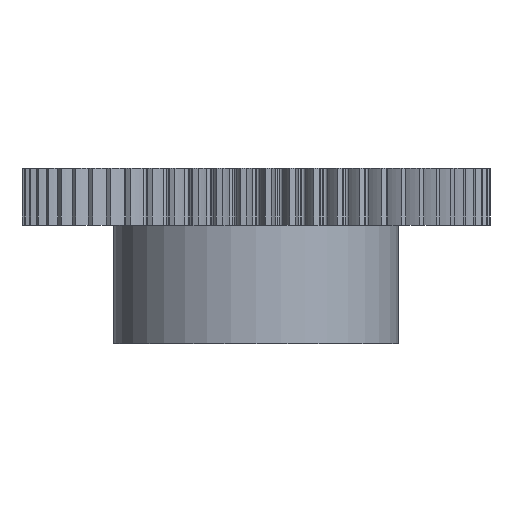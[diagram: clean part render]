
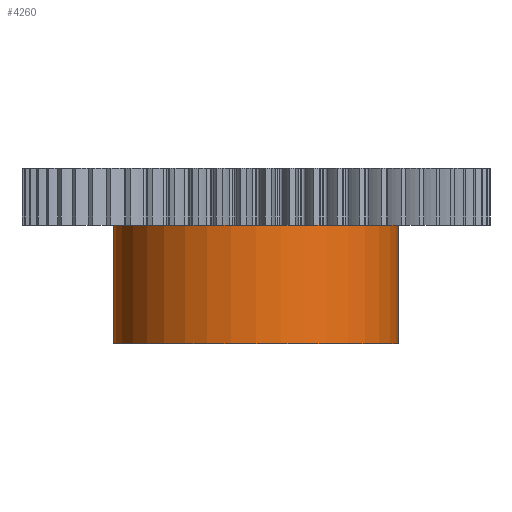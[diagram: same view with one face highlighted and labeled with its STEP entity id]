
A CAD part, front view. The second image highlights one B-rep face of the part: STEP entity #4260.
In plain terms, the highlighted cylindrical face has radius 30 mm (diameter 60 mm), a partial arc.
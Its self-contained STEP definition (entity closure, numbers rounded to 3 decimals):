
#2460 = CIRCLE ( 'NONE', #2500, 30. ) ;
#2498 = DIRECTION ( 'NONE',  ( 1., 0., 0. ) ) ;
#2499 = DIRECTION ( 'NONE',  ( 0., 0., 1. ) ) ;
#2500 = AXIS2_PLACEMENT_3D ( 'NONE', #2507, #2499, #2498 ) ;
#2507 = CARTESIAN_POINT ( 'NONE',  ( 0., 0., 0. ) ) ;
#4134 = ORIENTED_EDGE ( 'NONE', *, *, #4261, .T. ) ;
#4221 = ORIENTED_EDGE ( 'NONE', *, *, #5446, .F. ) ;
#4258 = EDGE_LOOP ( 'NONE', ( #4221, #4134, #4295, #4294 ) ) ;
#4260 = ADVANCED_FACE ( 'NONE', ( #10612 ), #10561, .T. ) ;
#4261 = EDGE_CURVE ( 'NONE', #5173, #5170, #10601, .T. ) ;
#4294 = ORIENTED_EDGE ( 'NONE', *, *, #6911, .F. ) ;
#4295 = ORIENTED_EDGE ( 'NONE', *, *, #5180, .T. ) ;
#5170 = VERTEX_POINT ( 'NONE', #12095 ) ;
#5171 = VERTEX_POINT ( 'NONE', #12035 ) ;
#5173 = VERTEX_POINT ( 'NONE', #12037 ) ;
#5178 = VERTEX_POINT ( 'NONE', #12089 ) ;
#5180 = EDGE_CURVE ( 'NONE', #5170, #5178, #12084, .T. ) ;
#5446 = EDGE_CURVE ( 'NONE', #5173, #5171, #12535, .T. ) ;
#6911 = EDGE_CURVE ( 'NONE', #5171, #5178, #2460, .T. ) ;
#10561 = CYLINDRICAL_SURFACE ( 'NONE', #10617, 30. ) ;
#10593 = DIRECTION ( 'NONE',  ( 1., 0., 0. ) ) ;
#10594 = DIRECTION ( 'NONE',  ( 0., 0., 1. ) ) ;
#10595 = CARTESIAN_POINT ( 'NONE',  ( 0., 0., -25. ) ) ;
#10596 = AXIS2_PLACEMENT_3D ( 'NONE', #10595, #10594, #10593 ) ;
#10600 = DIRECTION ( 'NONE',  ( 1., 0., 0. ) ) ;
#10601 = CIRCLE ( 'NONE', #10596, 30. ) ;
#10609 = CARTESIAN_POINT ( 'NONE',  ( 0., 0., -25. ) ) ;
#10611 = DIRECTION ( 'NONE',  ( 0., 0., 1. ) ) ;
#10612 = FACE_OUTER_BOUND ( 'NONE', #4258, .T. ) ;
#10617 = AXIS2_PLACEMENT_3D ( 'NONE', #10609, #10611, #10600 ) ;
#12035 = CARTESIAN_POINT ( 'NONE',  ( -30., 0., 0. ) ) ;
#12037 = CARTESIAN_POINT ( 'NONE',  ( -30., 0., -25. ) ) ;
#12079 = VECTOR ( 'NONE', #12097, 1000. ) ;
#12084 = LINE ( 'NONE', #12098, #12079 ) ;
#12089 = CARTESIAN_POINT ( 'NONE',  ( 30., 0., 0. ) ) ;
#12095 = CARTESIAN_POINT ( 'NONE',  ( 30., 0., -25. ) ) ;
#12097 = DIRECTION ( 'NONE',  ( 0., 0., 1. ) ) ;
#12098 = CARTESIAN_POINT ( 'NONE',  ( 30., 0., -25. ) ) ;
#12532 = DIRECTION ( 'NONE',  ( 0., 0., 1. ) ) ;
#12533 = VECTOR ( 'NONE', #12532, 1000. ) ;
#12534 = CARTESIAN_POINT ( 'NONE',  ( -30., 0., -25. ) ) ;
#12535 = LINE ( 'NONE', #12534, #12533 ) ;
